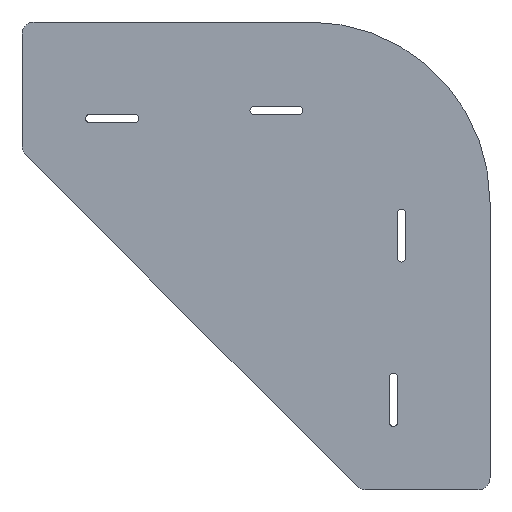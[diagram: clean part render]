
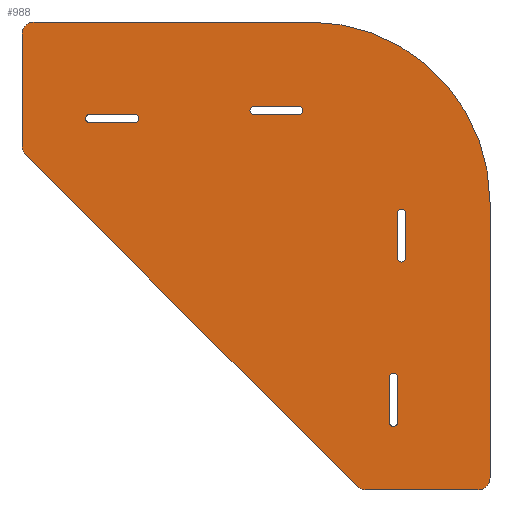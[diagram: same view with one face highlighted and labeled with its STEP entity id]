
A CAD part, front view. The second image highlights one B-rep face of the part: STEP entity #988.
In plain terms, the highlighted planar face has unit normal (0, -1, 0).
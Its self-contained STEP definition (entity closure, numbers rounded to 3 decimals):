
#42=CARTESIAN_POINT('',(-0.001,0.,-7.401));
#43=VERTEX_POINT('',#42);
#50=CARTESIAN_POINT('',(-0.001,0.,20.599));
#51=VERTEX_POINT('',#50);
#52=CARTESIAN_POINT('',(-0.001,0.,-7.401));
#53=DIRECTION('',(-0.,0.,1.));
#54=VECTOR('',#53,280.);
#55=LINE('',#52,#54);
#56=EDGE_CURVE('',#43,#51,#55,.T.);
#81=CARTESIAN_POINT('',(0.877,0.,-9.523));
#82=VERTEX_POINT('',#81);
#89=CARTESIAN_POINT('',(2.999,0.,-7.401));
#90=DIRECTION('',(-0.,1.,0.));
#91=DIRECTION('',(1.,0.,0.));
#92=AXIS2_PLACEMENT_3D('',#89,#90,#91);
#93=CIRCLE('',#92,3.);
#94=EDGE_CURVE('',#82,#43,#93,.T.);
#113=CARTESIAN_POINT('',(83.679,0.,-92.321));
#114=VERTEX_POINT('',#113);
#121=CARTESIAN_POINT('',(83.679,0.,-92.321));
#122=DIRECTION('',(-0.707,0.,0.707));
#123=VECTOR('',#122,1170.969);
#124=LINE('',#121,#123);
#125=EDGE_CURVE('',#114,#82,#124,.T.);
#145=CARTESIAN_POINT('',(85.8,0.,-93.2));
#146=VERTEX_POINT('',#145);
#153=CARTESIAN_POINT('',(85.8,0.,-90.2));
#154=DIRECTION('',(-0.,1.,0.));
#155=DIRECTION('',(1.,0.,0.));
#156=AXIS2_PLACEMENT_3D('',#153,#154,#155);
#157=CIRCLE('',#156,3.);
#158=EDGE_CURVE('',#146,#114,#157,.T.);
#177=CARTESIAN_POINT('',(113.8,0.,-93.2));
#178=VERTEX_POINT('',#177);
#185=CARTESIAN_POINT('',(113.8,0.,-93.2));
#186=DIRECTION('',(-1.,0.,-0.));
#187=VECTOR('',#186,280.);
#188=LINE('',#185,#187);
#189=EDGE_CURVE('',#178,#146,#188,.T.);
#209=CARTESIAN_POINT('',(116.8,0.,-90.198));
#210=VERTEX_POINT('',#209);
#217=CARTESIAN_POINT('',(113.8,0.,-90.2));
#218=DIRECTION('',(-0.,1.,0.));
#219=DIRECTION('',(1.,0.,0.));
#220=AXIS2_PLACEMENT_3D('',#217,#218,#219);
#221=CIRCLE('',#220,3.);
#222=EDGE_CURVE('',#210,#178,#221,.T.);
#241=CARTESIAN_POINT('',(116.8,0.,-21.401));
#242=VERTEX_POINT('',#241);
#249=CARTESIAN_POINT('',(116.8,0.,-21.401));
#250=DIRECTION('',(0.,0.,-1.));
#251=VECTOR('',#250,687.97);
#252=LINE('',#249,#251);
#253=EDGE_CURVE('',#242,#210,#252,.T.);
#273=CARTESIAN_POINT('',(71.8,0.,23.599));
#274=VERTEX_POINT('',#273);
#281=CARTESIAN_POINT('',(71.8,0.,-21.401));
#282=DIRECTION('',(-0.,1.,0.));
#283=DIRECTION('',(1.,0.,0.));
#284=AXIS2_PLACEMENT_3D('',#281,#282,#283);
#285=CIRCLE('',#284,45.);
#286=EDGE_CURVE('',#274,#242,#285,.T.);
#305=CARTESIAN_POINT('',(2.999,0.,23.599));
#306=VERTEX_POINT('',#305);
#313=CARTESIAN_POINT('',(2.999,0.,23.599));
#314=DIRECTION('',(1.,0.,-0.));
#315=VECTOR('',#314,688.013);
#316=LINE('',#313,#315);
#317=EDGE_CURVE('',#306,#274,#316,.T.);
#336=CARTESIAN_POINT('',(2.999,0.,20.599));
#337=DIRECTION('',(-0.,1.,0.));
#338=DIRECTION('',(1.,0.,0.));
#339=AXIS2_PLACEMENT_3D('',#336,#337,#338);
#340=CIRCLE('',#339,3.);
#341=EDGE_CURVE('',#51,#306,#340,.T.);
#363=CARTESIAN_POINT('',(95.8,0.,-24.2));
#364=VERTEX_POINT('',#363);
#371=CARTESIAN_POINT('',(93.6,0.,-24.2));
#372=VERTEX_POINT('',#371);
#373=CARTESIAN_POINT('',(94.7,0.,-24.2));
#374=DIRECTION('',(-0.,1.,0.));
#375=DIRECTION('',(1.,0.,0.));
#376=AXIS2_PLACEMENT_3D('',#373,#374,#375);
#377=CIRCLE('',#376,1.1);
#378=EDGE_CURVE('',#372,#364,#377,.T.);
#402=CARTESIAN_POINT('',(95.8,0.,-35.2));
#403=VERTEX_POINT('',#402);
#410=CARTESIAN_POINT('',(95.8,0.,-35.2));
#411=DIRECTION('',(0.,0.,1.));
#412=VECTOR('',#411,110.);
#413=LINE('',#410,#412);
#414=EDGE_CURVE('',#403,#364,#413,.T.);
#434=CARTESIAN_POINT('',(93.6,0.,-35.2));
#435=VERTEX_POINT('',#434);
#442=CARTESIAN_POINT('',(94.7,0.,-35.2));
#443=DIRECTION('',(-0.,1.,0.));
#444=DIRECTION('',(1.,0.,0.));
#445=AXIS2_PLACEMENT_3D('',#442,#443,#444);
#446=CIRCLE('',#445,1.1);
#447=EDGE_CURVE('',#403,#435,#446,.T.);
#465=CARTESIAN_POINT('',(93.6,0.,-24.2));
#466=DIRECTION('',(-0.,0.,-1.));
#467=VECTOR('',#466,110.);
#468=LINE('',#465,#467);
#469=EDGE_CURVE('',#372,#435,#468,.T.);
#482=CARTESIAN_POINT('',(15.899,0.,-0.501));
#483=VERTEX_POINT('',#482);
#499=CARTESIAN_POINT('',(16.999,0.,0.599));
#500=VERTEX_POINT('',#499);
#507=CARTESIAN_POINT('',(16.999,0.,-0.501));
#508=DIRECTION('',(-0.,1.,0.));
#509=DIRECTION('',(1.,0.,0.));
#510=AXIS2_PLACEMENT_3D('',#507,#508,#509);
#511=CIRCLE('',#510,1.1);
#512=EDGE_CURVE('',#483,#500,#511,.T.);
#530=CARTESIAN_POINT('',(27.999,0.,0.599));
#531=VERTEX_POINT('',#530);
#538=CARTESIAN_POINT('',(27.999,0.,0.599));
#539=DIRECTION('',(-1.,0.,0.));
#540=VECTOR('',#539,110.);
#541=LINE('',#538,#540);
#542=EDGE_CURVE('',#531,#500,#541,.T.);
#562=CARTESIAN_POINT('',(27.999,0.,-1.601));
#563=VERTEX_POINT('',#562);
#570=CARTESIAN_POINT('',(27.999,0.,-0.501));
#571=DIRECTION('',(-0.,1.,0.));
#572=DIRECTION('',(1.,0.,0.));
#573=AXIS2_PLACEMENT_3D('',#570,#571,#572);
#574=CIRCLE('',#573,1.1);
#575=EDGE_CURVE('',#531,#563,#574,.T.);
#594=CARTESIAN_POINT('',(16.999,0.,-1.601));
#595=VERTEX_POINT('',#594);
#602=CARTESIAN_POINT('',(16.999,0.,-1.601));
#603=DIRECTION('',(1.,0.,-0.));
#604=VECTOR('',#603,110.);
#605=LINE('',#602,#604);
#606=EDGE_CURVE('',#595,#563,#605,.T.);
#619=CARTESIAN_POINT('',(56.899,0.,1.499));
#620=VERTEX_POINT('',#619);
#636=CARTESIAN_POINT('',(57.999,0.,2.599));
#637=VERTEX_POINT('',#636);
#644=CARTESIAN_POINT('',(57.999,0.,1.499));
#645=DIRECTION('',(-0.,1.,0.));
#646=DIRECTION('',(1.,0.,0.));
#647=AXIS2_PLACEMENT_3D('',#644,#645,#646);
#648=CIRCLE('',#647,1.1);
#649=EDGE_CURVE('',#620,#637,#648,.T.);
#667=CARTESIAN_POINT('',(68.999,0.,2.599));
#668=VERTEX_POINT('',#667);
#675=CARTESIAN_POINT('',(68.999,0.,2.599));
#676=DIRECTION('',(-1.,0.,0.));
#677=VECTOR('',#676,110.);
#678=LINE('',#675,#677);
#679=EDGE_CURVE('',#668,#637,#678,.T.);
#699=CARTESIAN_POINT('',(68.999,0.,0.399));
#700=VERTEX_POINT('',#699);
#707=CARTESIAN_POINT('',(68.999,0.,1.499));
#708=DIRECTION('',(-0.,1.,0.));
#709=DIRECTION('',(1.,0.,0.));
#710=AXIS2_PLACEMENT_3D('',#707,#708,#709);
#711=CIRCLE('',#710,1.1);
#712=EDGE_CURVE('',#668,#700,#711,.T.);
#731=CARTESIAN_POINT('',(57.999,0.,0.399));
#732=VERTEX_POINT('',#731);
#739=CARTESIAN_POINT('',(57.999,0.,0.399));
#740=DIRECTION('',(1.,0.,-0.));
#741=VECTOR('',#740,110.);
#742=LINE('',#739,#741);
#743=EDGE_CURVE('',#732,#700,#742,.T.);
#765=CARTESIAN_POINT('',(93.8,0.,-65.2));
#766=VERTEX_POINT('',#765);
#773=CARTESIAN_POINT('',(91.6,0.,-65.2));
#774=VERTEX_POINT('',#773);
#775=CARTESIAN_POINT('',(92.7,0.,-65.2));
#776=DIRECTION('',(-0.,1.,0.));
#777=DIRECTION('',(1.,0.,0.));
#778=AXIS2_PLACEMENT_3D('',#775,#776,#777);
#779=CIRCLE('',#778,1.1);
#780=EDGE_CURVE('',#774,#766,#779,.T.);
#804=CARTESIAN_POINT('',(93.8,0.,-76.2));
#805=VERTEX_POINT('',#804);
#812=CARTESIAN_POINT('',(93.8,0.,-76.2));
#813=DIRECTION('',(0.,0.,1.));
#814=VECTOR('',#813,110.);
#815=LINE('',#812,#814);
#816=EDGE_CURVE('',#805,#766,#815,.T.);
#836=CARTESIAN_POINT('',(91.6,0.,-76.2));
#837=VERTEX_POINT('',#836);
#844=CARTESIAN_POINT('',(92.7,0.,-76.2));
#845=DIRECTION('',(-0.,1.,0.));
#846=DIRECTION('',(1.,0.,0.));
#847=AXIS2_PLACEMENT_3D('',#844,#845,#846);
#848=CIRCLE('',#847,1.1);
#849=EDGE_CURVE('',#805,#837,#848,.T.);
#867=CARTESIAN_POINT('',(91.6,0.,-65.2));
#868=DIRECTION('',(-0.,0.,-1.));
#869=VECTOR('',#868,110.);
#870=LINE('',#867,#869);
#871=EDGE_CURVE('',#774,#837,#870,.T.);
#933=CARTESIAN_POINT('',(66.144,0.,-27.056));
#934=DIRECTION('',(0.,1.,0.));
#935=DIRECTION('',(0.,0.,1.));
#936=AXIS2_PLACEMENT_3D('',#933,#934,#935);
#937=PLANE('',#936);
#938=ORIENTED_EDGE('',*,*,#871,.F.);
#939=ORIENTED_EDGE('',*,*,#780,.T.);
#940=ORIENTED_EDGE('',*,*,#816,.F.);
#941=ORIENTED_EDGE('',*,*,#849,.T.);
#942=EDGE_LOOP('',(#938,#939,#940,#941));
#943=FACE_BOUND('',#942,.T.);
#944=ORIENTED_EDGE('',*,*,#743,.F.);
#945=CARTESIAN_POINT('',(57.999,0.,1.499));
#946=DIRECTION('',(-0.,1.,0.));
#947=DIRECTION('',(1.,0.,0.));
#948=AXIS2_PLACEMENT_3D('',#945,#946,#947);
#949=CIRCLE('',#948,1.1);
#950=EDGE_CURVE('',#732,#620,#949,.T.);
#951=ORIENTED_EDGE('',*,*,#950,.T.);
#952=ORIENTED_EDGE('',*,*,#649,.T.);
#953=ORIENTED_EDGE('',*,*,#679,.F.);
#954=ORIENTED_EDGE('',*,*,#712,.T.);
#955=EDGE_LOOP('',(#944,#951,#952,#953,#954));
#956=FACE_BOUND('',#955,.T.);
#957=ORIENTED_EDGE('',*,*,#606,.F.);
#958=CARTESIAN_POINT('',(16.999,0.,-0.501));
#959=DIRECTION('',(-0.,1.,0.));
#960=DIRECTION('',(1.,0.,0.));
#961=AXIS2_PLACEMENT_3D('',#958,#959,#960);
#962=CIRCLE('',#961,1.1);
#963=EDGE_CURVE('',#595,#483,#962,.T.);
#964=ORIENTED_EDGE('',*,*,#963,.T.);
#965=ORIENTED_EDGE('',*,*,#512,.T.);
#966=ORIENTED_EDGE('',*,*,#542,.F.);
#967=ORIENTED_EDGE('',*,*,#575,.T.);
#968=EDGE_LOOP('',(#957,#964,#965,#966,#967));
#969=FACE_BOUND('',#968,.T.);
#970=ORIENTED_EDGE('',*,*,#469,.F.);
#971=ORIENTED_EDGE('',*,*,#378,.T.);
#972=ORIENTED_EDGE('',*,*,#414,.F.);
#973=ORIENTED_EDGE('',*,*,#447,.T.);
#974=EDGE_LOOP('',(#970,#971,#972,#973));
#975=FACE_BOUND('',#974,.T.);
#976=ORIENTED_EDGE('',*,*,#341,.F.);
#977=ORIENTED_EDGE('',*,*,#56,.F.);
#978=ORIENTED_EDGE('',*,*,#94,.F.);
#979=ORIENTED_EDGE('',*,*,#125,.F.);
#980=ORIENTED_EDGE('',*,*,#158,.F.);
#981=ORIENTED_EDGE('',*,*,#189,.F.);
#982=ORIENTED_EDGE('',*,*,#222,.F.);
#983=ORIENTED_EDGE('',*,*,#253,.F.);
#984=ORIENTED_EDGE('',*,*,#286,.F.);
#985=ORIENTED_EDGE('',*,*,#317,.F.);
#986=EDGE_LOOP('',(#976,#977,#978,#979,#980,#981,#982,#983,#984,#985));
#987=FACE_BOUND('',#986,.T.);
#988=ADVANCED_FACE('',(#943,#956,#969,#975,#987),#937,.F.);
